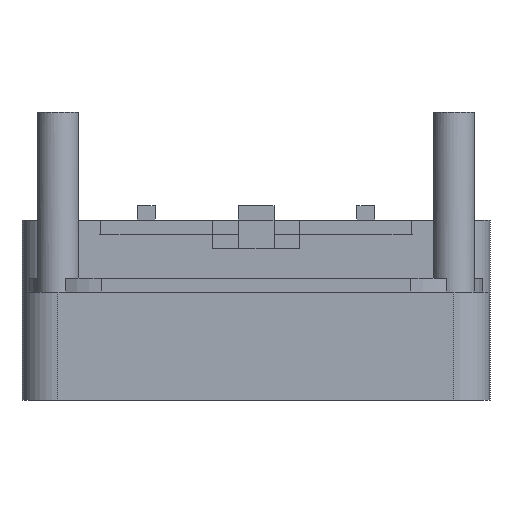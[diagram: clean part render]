
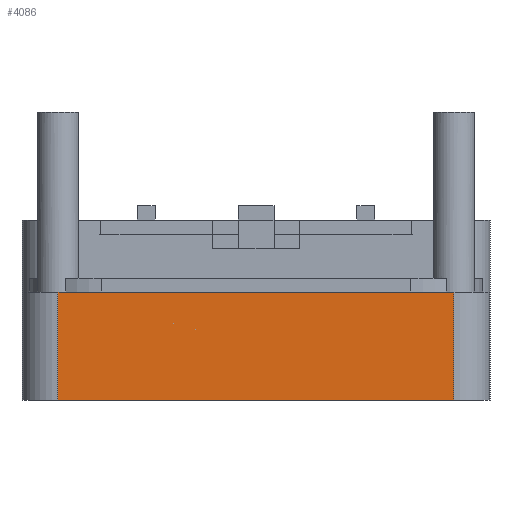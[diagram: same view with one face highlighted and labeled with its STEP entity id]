
A CAD part, left-side view. The second image highlights one B-rep face of the part: STEP entity #4086.
In plain terms, the highlighted planar face has unit normal (-1, 0, 0).
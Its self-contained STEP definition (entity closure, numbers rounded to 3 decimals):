
#3700 = VERTEX_POINT('',#3701);
#3701 = CARTESIAN_POINT('',(-185.,27.5,0.));
#3708 = EDGE_CURVE('',#3700,#3709,#3711,.T.);
#3709 = VERTEX_POINT('',#3710);
#3710 = CARTESIAN_POINT('',(-185.,-27.5,0.));
#3711 = LINE('',#3712,#3713);
#3712 = CARTESIAN_POINT('',(-185.,32.5,0.));
#3713 = VECTOR('',#3714,1.);
#3714 = DIRECTION('',(0.,-1.,0.));
#3800 = EDGE_CURVE('',#3709,#3801,#3803,.T.);
#3801 = VERTEX_POINT('',#3802);
#3802 = CARTESIAN_POINT('',(-185.,-27.5,15.));
#3803 = LINE('',#3804,#3805);
#3804 = CARTESIAN_POINT('',(-185.,-27.5,0.));
#3805 = VECTOR('',#3806,1.);
#3806 = DIRECTION('',(0.,0.,1.));
#4068 = VERTEX_POINT('',#4069);
#4069 = CARTESIAN_POINT('',(-185.,27.5,15.));
#4076 = EDGE_CURVE('',#4068,#3801,#4077,.T.);
#4077 = LINE('',#4078,#4079);
#4078 = CARTESIAN_POINT('',(-185.,32.5,15.));
#4079 = VECTOR('',#4080,1.);
#4080 = DIRECTION('',(0.,-1.,0.));
#4086 = ADVANCED_FACE('',(#4087),#4098,.F.);
#4087 = FACE_BOUND('',#4088,.F.);
#4088 = EDGE_LOOP('',(#4089,#4090,#4096,#4097));
#4089 = ORIENTED_EDGE('',*,*,#3708,.F.);
#4090 = ORIENTED_EDGE('',*,*,#4091,.T.);
#4091 = EDGE_CURVE('',#3700,#4068,#4092,.T.);
#4092 = LINE('',#4093,#4094);
#4093 = CARTESIAN_POINT('',(-185.,27.5,0.));
#4094 = VECTOR('',#4095,1.);
#4095 = DIRECTION('',(0.,0.,1.));
#4096 = ORIENTED_EDGE('',*,*,#4076,.T.);
#4097 = ORIENTED_EDGE('',*,*,#3800,.F.);
#4098 = PLANE('',#4099);
#4099 = AXIS2_PLACEMENT_3D('',#4100,#4101,#4102);
#4100 = CARTESIAN_POINT('',(-185.,32.5,0.));
#4101 = DIRECTION('',(1.,0.,0.));
#4102 = DIRECTION('',(0.,-1.,0.));
